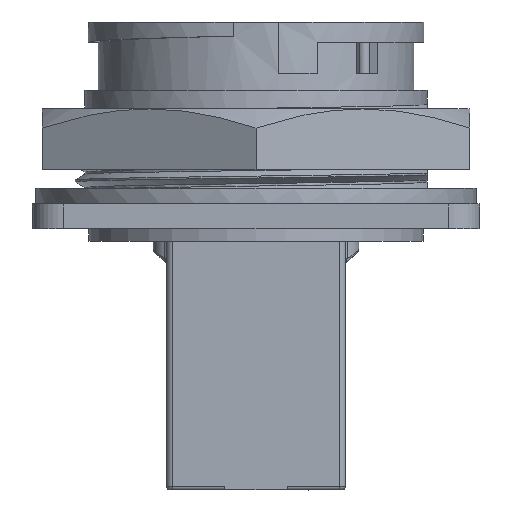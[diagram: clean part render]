
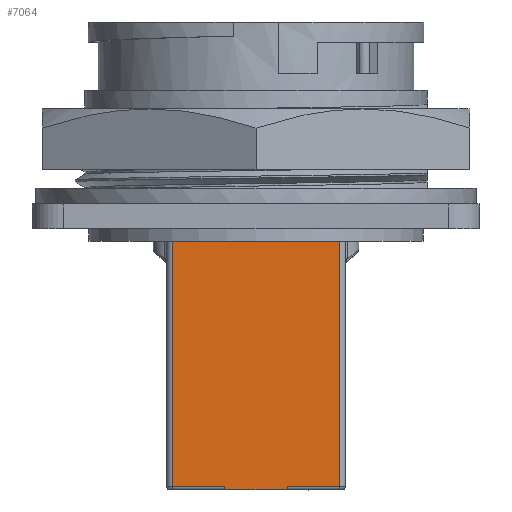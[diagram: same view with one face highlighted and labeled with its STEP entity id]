
A CAD part, front view. The second image highlights one B-rep face of the part: STEP entity #7064.
In plain terms, the highlighted planar face has unit normal (0, -1, 0).
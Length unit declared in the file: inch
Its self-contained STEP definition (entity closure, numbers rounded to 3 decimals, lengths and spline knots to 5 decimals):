
#1669 = LINE ( 'NONE', #1670, #20118 ) ;
#1670 = CARTESIAN_POINT ( 'NONE',  ( 0.1, -0.349, -0.83993 ) ) ;
#1671 = DIRECTION ( 'NONE',  ( 0., 0., 1. ) ) ;
#1672 = LINE ( 'NONE', #1673, #20119 ) ;
#1673 = CARTESIAN_POINT ( 'NONE',  ( -0.2875, -0.349, -0.82993 ) ) ;
#1674 = DIRECTION ( 'NONE',  ( 1., 0., 0. ) ) ;
#1675 = LINE ( 'NONE', #1676, #20120 ) ;
#1676 = CARTESIAN_POINT ( 'NONE',  ( 0.2675, -0.349, -0.83993 ) ) ;
#1677 = DIRECTION ( 'NONE',  ( 0., 0., 1. ) ) ;
#1690 = LINE ( 'NONE', #1691, #20125 ) ;
#1691 = CARTESIAN_POINT ( 'NONE',  ( -0.2675, -0.349, -0.83993 ) ) ;
#1692 = DIRECTION ( 'NONE',  ( 0., 0., -1. ) ) ;
#1696 = LINE ( 'NONE', #1697, #20127 ) ;
#1697 = CARTESIAN_POINT ( 'NONE',  ( -0.2875, -0.349, -0.82993 ) ) ;
#1698 = DIRECTION ( 'NONE',  ( 1., 0., 0. ) ) ;
#1699 = LINE ( 'NONE', #1700, #20128 ) ;
#1700 = CARTESIAN_POINT ( 'NONE',  ( -0.1, -0.349, -0.83993 ) ) ;
#1701 = DIRECTION ( 'NONE',  ( 0., 0., -1. ) ) ;
#1705 = LINE ( 'NONE', #1706, #20131 ) ;
#1706 = CARTESIAN_POINT ( 'NONE',  ( -0.2875, -0.349, -0.83993 ) ) ;
#1707 = DIRECTION ( 'NONE',  ( 1., 0., 0. ) ) ;
#2313 = ORIENTED_EDGE ( 'NONE', *, *, #11307, .T. ) ;
#2319 = ORIENTED_EDGE ( 'NONE', *, *, #11315, .T. ) ;
#2325 = ORIENTED_EDGE ( 'NONE', *, *, #6610, .F. ) ;
#2358 = ORIENTED_EDGE ( 'NONE', *, *, #11314, .T. ) ;
#2374 = ORIENTED_EDGE ( 'NONE', *, *, #11306, .T. ) ;
#2379 = ORIENTED_EDGE ( 'NONE', *, *, #11312, .T. ) ;
#2417 = ORIENTED_EDGE ( 'NONE', *, *, #11317, .T. ) ;
#2472 = ORIENTED_EDGE ( 'NONE', *, *, #11305, .T. ) ;
#4549 = VECTOR ( 'NONE', #11031, 39.37008 ) ;
#6610 = EDGE_CURVE ( 'NONE', #19216, #19064, #11029, .T. ) ;
#7064 = ADVANCED_FACE ( 'NONE', ( #12792 ), #15536, .T. ) ;
#11029 = LINE ( 'NONE', #11030, #4549 ) ;
#11030 = CARTESIAN_POINT ( 'NONE',  ( 0., -0.349, -0.04 ) ) ;
#11031 = DIRECTION ( 'NONE',  ( 1., 0., 0. ) ) ;
#11305 = EDGE_CURVE ( 'NONE', #16192, #16193, #1669, .T. ) ;
#11306 = EDGE_CURVE ( 'NONE', #16193, #16174, #1672, .T. ) ;
#11307 = EDGE_CURVE ( 'NONE', #16174, #19064, #1675, .T. ) ;
#11312 = EDGE_CURVE ( 'NONE', #19216, #16178, #1690, .T. ) ;
#11314 = EDGE_CURVE ( 'NONE', #16178, #16194, #1696, .T. ) ;
#11315 = EDGE_CURVE ( 'NONE', #16194, #16195, #1699, .T. ) ;
#11317 = EDGE_CURVE ( 'NONE', #16195, #16192, #1705, .T. ) ;
#12792 = FACE_OUTER_BOUND ( 'NONE', #18843, .T. ) ;
#12815 = AXIS2_PLACEMENT_3D ( 'NONE', #15537, #15539, #15540 ) ;
#14462 = CARTESIAN_POINT ( 'NONE',  ( 0.2675, -0.349, -0.82993 ) ) ;
#14466 = CARTESIAN_POINT ( 'NONE',  ( -0.2675, -0.349, -0.82993 ) ) ;
#14480 = CARTESIAN_POINT ( 'NONE',  ( 0.1, -0.349, -0.83993 ) ) ;
#14481 = CARTESIAN_POINT ( 'NONE',  ( 0.1, -0.349, -0.82993 ) ) ;
#14482 = CARTESIAN_POINT ( 'NONE',  ( -0.1, -0.349, -0.82993 ) ) ;
#14483 = CARTESIAN_POINT ( 'NONE',  ( -0.1, -0.349, -0.83993 ) ) ;
#14846 = CARTESIAN_POINT ( 'NONE',  ( 0.2675, -0.349, -0.04 ) ) ;
#14998 = CARTESIAN_POINT ( 'NONE',  ( -0.2675, -0.349, -0.04 ) ) ;
#15536 = PLANE ( 'NONE',  #12815 ) ;
#15537 = CARTESIAN_POINT ( 'NONE',  ( -0.2875, -0.349, -0.83993 ) ) ;
#15539 = DIRECTION ( 'NONE',  ( 0., -1., 0. ) ) ;
#15540 = DIRECTION ( 'NONE',  ( 0., 0., -1. ) ) ;
#16174 = VERTEX_POINT ( 'NONE', #14462 ) ;
#16178 = VERTEX_POINT ( 'NONE', #14466 ) ;
#16192 = VERTEX_POINT ( 'NONE', #14480 ) ;
#16193 = VERTEX_POINT ( 'NONE', #14481 ) ;
#16194 = VERTEX_POINT ( 'NONE', #14482 ) ;
#16195 = VERTEX_POINT ( 'NONE', #14483 ) ;
#18843 = EDGE_LOOP ( 'NONE', ( #2325, #2379, #2358, #2319, #2417, #2472, #2374, #2313 ) ) ;
#19064 = VERTEX_POINT ( 'NONE', #14846 ) ;
#19216 = VERTEX_POINT ( 'NONE', #14998 ) ;
#20118 = VECTOR ( 'NONE', #1671, 39.37008 ) ;
#20119 = VECTOR ( 'NONE', #1674, 39.37008 ) ;
#20120 = VECTOR ( 'NONE', #1677, 39.37008 ) ;
#20125 = VECTOR ( 'NONE', #1692, 39.37008 ) ;
#20127 = VECTOR ( 'NONE', #1698, 39.37008 ) ;
#20128 = VECTOR ( 'NONE', #1701, 39.37008 ) ;
#20131 = VECTOR ( 'NONE', #1707, 39.37008 ) ;
